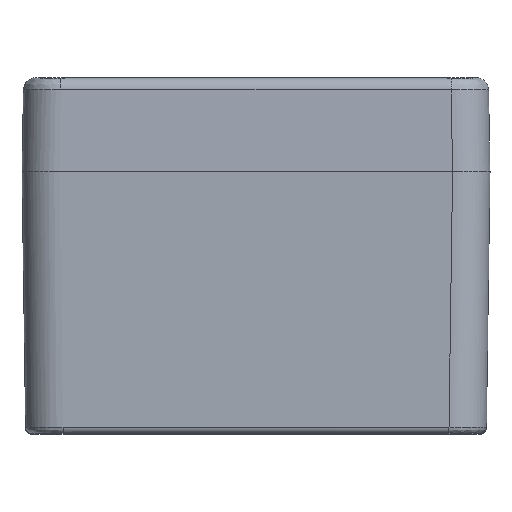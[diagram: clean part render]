
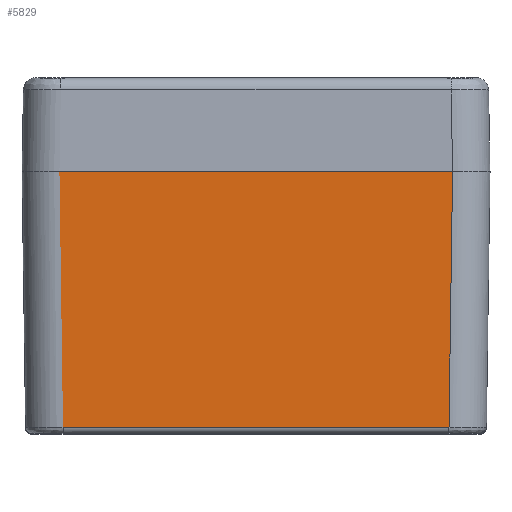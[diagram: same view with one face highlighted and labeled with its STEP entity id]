
A CAD part, top view. The second image highlights one B-rep face of the part: STEP entity #5829.
In plain terms, the highlighted planar face has unit normal (0, -0.014, 1).
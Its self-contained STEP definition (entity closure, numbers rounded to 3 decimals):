
#329 = ORIENTED_EDGE ( 'NONE', *, *, #862, .T. ) ;
#409 = FACE_OUTER_BOUND ( 'NONE', #6144, .T. ) ;
#862 = EDGE_CURVE ( 'NONE', #7651, #3260, #1322, .T. ) ;
#1322 = LINE ( 'NONE', #13928, #7618 ) ;
#1383 = ORIENTED_EDGE ( 'NONE', *, *, #8734, .F. ) ;
#2687 = CARTESIAN_POINT ( 'NONE',  ( 30.928, 0.986, 39.427 ) ) ;
#2704 = CARTESIAN_POINT ( 'NONE',  ( -39.947, 42., 40. ) ) ;
#3260 = VERTEX_POINT ( 'NONE', #10568 ) ;
#3269 = DIRECTION ( 'NONE',  ( 0.014, -1., -0.014 ) ) ;
#3381 = CARTESIAN_POINT ( 'NONE',  ( 31.501, 42., 40. ) ) ;
#4697 = ORIENTED_EDGE ( 'NONE', *, *, #9657, .F. ) ;
#5829 = ADVANCED_FACE ( 'NONE', ( #409 ), #12870, .T. ) ;
#6070 = VERTEX_POINT ( 'NONE', #13767 ) ;
#6144 = EDGE_LOOP ( 'NONE', ( #7484, #1383, #329, #4697 ) ) ;
#6612 = VECTOR ( 'NONE', #11755, 1000. ) ;
#7235 = DIRECTION ( 'NONE',  ( 0., -0.014, 1. ) ) ;
#7484 = ORIENTED_EDGE ( 'NONE', *, *, #13081, .F. ) ;
#7584 = VECTOR ( 'NONE', #12388, 1000. ) ;
#7618 = VECTOR ( 'NONE', #3269, 1000. ) ;
#7651 = VERTEX_POINT ( 'NONE', #14421 ) ;
#8045 = CARTESIAN_POINT ( 'NONE',  ( -31.501, 42., 40. ) ) ;
#8433 = CARTESIAN_POINT ( 'NONE',  ( 31.501, 42., 40. ) ) ;
#8614 = VERTEX_POINT ( 'NONE', #8433 ) ;
#8734 = EDGE_CURVE ( 'NONE', #7651, #8614, #10277, .T. ) ;
#9611 = AXIS2_PLACEMENT_3D ( 'NONE', #2704, #7235, #11473 ) ;
#9657 = EDGE_CURVE ( 'NONE', #6070, #3260, #12855, .T. ) ;
#10277 = LINE ( 'NONE', #8045, #11577 ) ;
#10568 = CARTESIAN_POINT ( 'NONE',  ( -30.928, 0.986, 39.427 ) ) ;
#11473 = DIRECTION ( 'NONE',  ( -1., 0., 0. ) ) ;
#11577 = VECTOR ( 'NONE', #12365, 1000. ) ;
#11755 = DIRECTION ( 'NONE',  ( -1., 0., 0. ) ) ;
#12365 = DIRECTION ( 'NONE',  ( 1., 0., 0. ) ) ;
#12388 = DIRECTION ( 'NONE',  ( -0.014, -1., -0.014 ) ) ;
#12855 = LINE ( 'NONE', #2687, #6612 ) ;
#12870 = PLANE ( 'NONE',  #9611 ) ;
#13081 = EDGE_CURVE ( 'NONE', #8614, #6070, #13335, .T. ) ;
#13335 = LINE ( 'NONE', #3381, #7584 ) ;
#13767 = CARTESIAN_POINT ( 'NONE',  ( 30.928, 0.986, 39.427 ) ) ;
#13928 = CARTESIAN_POINT ( 'NONE',  ( -31.501, 42., 40. ) ) ;
#14421 = CARTESIAN_POINT ( 'NONE',  ( -31.501, 42., 40. ) ) ;
